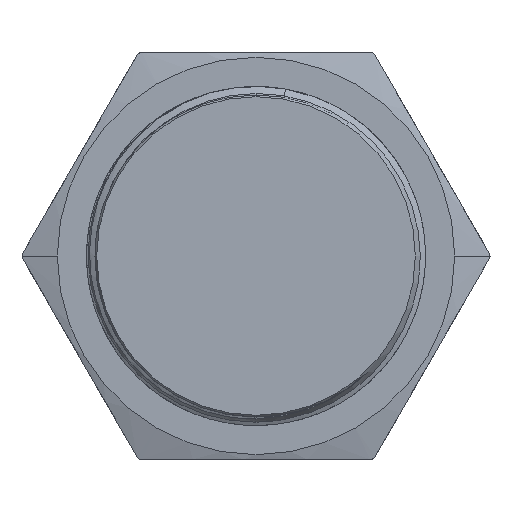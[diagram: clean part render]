
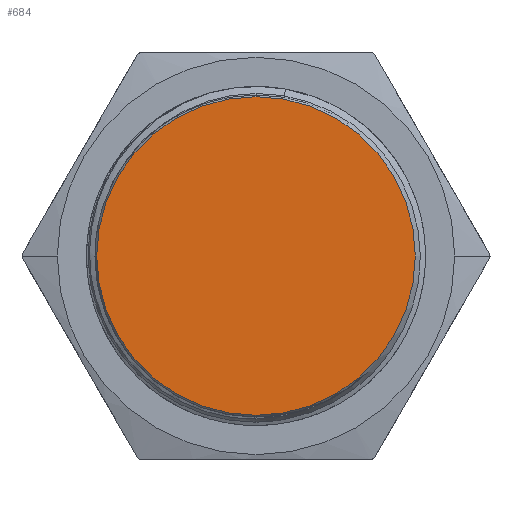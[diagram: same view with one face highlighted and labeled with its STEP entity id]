
A CAD part, front view. The second image highlights one B-rep face of the part: STEP entity #684.
In plain terms, the highlighted planar face has unit normal (0, -1, 0).
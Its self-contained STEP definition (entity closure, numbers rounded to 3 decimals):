
#611=PLANE('',#3625);
#684=ADVANCED_FACE('',(#967),#611,.F.);
#967=FACE_OUTER_BOUND('',#1159,.T.);
#1159=EDGE_LOOP('',(#1630,#1631));
#1320=CIRCLE('',#3604,14.1);
#1330=CIRCLE('',#3624,14.1);
#1630=ORIENTED_EDGE('',*,*,#2908,.F.);
#1631=ORIENTED_EDGE('',*,*,#2870,.F.);
#2493=VERTEX_POINT('',#4996);
#2494=VERTEX_POINT('',#4998);
#2870=EDGE_CURVE('',#2493,#2494,#1320,.T.);
#2908=EDGE_CURVE('',#2494,#2493,#1330,.T.);
#3604=AXIS2_PLACEMENT_3D('',#4997,#3916,#3917);
#3624=AXIS2_PLACEMENT_3D('',#5144,#3969,#3970);
#3625=AXIS2_PLACEMENT_3D('',#5145,#3971,#3972);
#3916=DIRECTION('',(0.,1.,0.));
#3917=DIRECTION('',(0.,0.,1.));
#3969=DIRECTION('',(0.,1.,0.));
#3970=DIRECTION('',(0.,0.,-1.));
#3971=DIRECTION('',(0.,1.,0.));
#3972=DIRECTION('',(1.,0.,0.));
#4996=CARTESIAN_POINT('',(0.,0.,14.1));
#4997=CARTESIAN_POINT('',(0.,0.,0.));
#4998=CARTESIAN_POINT('',(0.,0.,-14.1));
#5144=CARTESIAN_POINT('',(0.,0.,0.));
#5145=CARTESIAN_POINT('',(-18.5,0.,-16.075));
